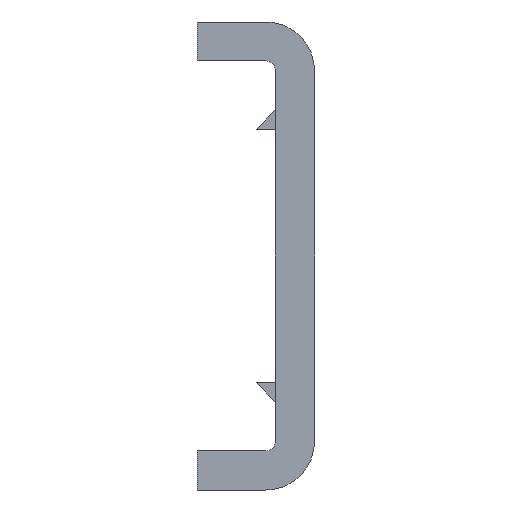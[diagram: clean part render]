
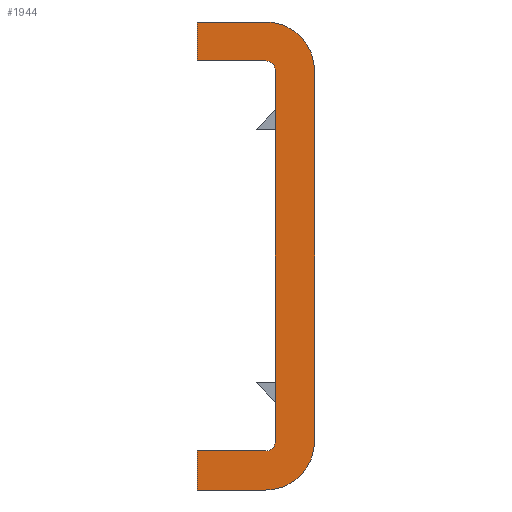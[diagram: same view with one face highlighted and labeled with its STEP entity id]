
A CAD part, front view. The second image highlights one B-rep face of the part: STEP entity #1944.
In plain terms, the highlighted planar face has unit normal (0, -1, 0).
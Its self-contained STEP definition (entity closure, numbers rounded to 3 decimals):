
#91=DIRECTION('',(0.,0.,-1.));
#92=VECTOR('',#91,19.);
#93=CARTESIAN_POINT('',(0.,-85.5,9.5));
#94=LINE('',#93,#92);
#265=DIRECTION('',(0.,0.,-1.));
#266=VECTOR('',#265,19.);
#267=CARTESIAN_POINT('',(2.,-85.5,9.5));
#268=LINE('',#267,#266);
#593=CARTESIAN_POINT('',(-0.5,-85.5,-9.5));
#594=DIRECTION('',(0.,-1.,0.));
#595=DIRECTION('',(0.,0.,-1.));
#596=AXIS2_PLACEMENT_3D('',#593,#594,#595);
#598=DIRECTION('',(-1.,0.,0.));
#599=VECTOR('',#598,3.5);
#600=CARTESIAN_POINT('',(-0.5,-85.5,-12.));
#601=LINE('',#600,#599);
#602=DIRECTION('',(1.,0.,0.));
#603=VECTOR('',#602,3.5);
#604=CARTESIAN_POINT('',(-4.,-85.5,-10.));
#605=LINE('',#604,#603);
#606=DIRECTION('',(1.,0.,0.));
#607=VECTOR('',#606,3.5);
#608=CARTESIAN_POINT('',(-4.,-85.5,12.));
#609=LINE('',#608,#607);
#610=CARTESIAN_POINT('',(-0.5,-85.5,9.5));
#611=DIRECTION('',(0.,-1.,0.));
#612=DIRECTION('',(1.,0.,0.));
#613=AXIS2_PLACEMENT_3D('',#610,#611,#612);
#631=DIRECTION('',(0.,0.,-1.));
#632=VECTOR('',#631,2.);
#633=CARTESIAN_POINT('',(-4.,-85.5,-10.));
#634=LINE('',#633,#632);
#643=CARTESIAN_POINT('',(-0.5,-85.5,-9.5));
#644=DIRECTION('',(0.,1.,0.));
#645=DIRECTION('',(1.,0.,0.));
#646=AXIS2_PLACEMENT_3D('',#643,#644,#645);
#658=CARTESIAN_POINT('',(-0.5,-85.5,9.5));
#659=DIRECTION('',(0.,1.,0.));
#660=DIRECTION('',(0.,0.,1.));
#661=AXIS2_PLACEMENT_3D('',#658,#659,#660);
#667=DIRECTION('',(1.,0.,0.));
#668=VECTOR('',#667,3.5);
#669=CARTESIAN_POINT('',(-4.,-85.5,10.));
#670=LINE('',#669,#668);
#675=DIRECTION('',(0.,0.,-1.));
#676=VECTOR('',#675,2.);
#677=CARTESIAN_POINT('',(-4.,-85.5,12.));
#678=LINE('',#677,#676);
#955=CARTESIAN_POINT('',(-4.,-85.5,-12.));
#957=VERTEX_POINT('',#955);
#961=CARTESIAN_POINT('',(-4.,-85.5,-10.));
#962=VERTEX_POINT('',#961);
#964=CARTESIAN_POINT('',(-4.,-85.5,12.));
#966=VERTEX_POINT('',#964);
#967=CARTESIAN_POINT('',(-4.,-85.5,10.));
#968=VERTEX_POINT('',#967);
#1044=CARTESIAN_POINT('',(0.,-85.5,9.5));
#1046=VERTEX_POINT('',#1044);
#1048=CARTESIAN_POINT('',(-0.5,-85.5,10.));
#1050=VERTEX_POINT('',#1048);
#1051=CARTESIAN_POINT('',(0.,-85.5,-9.5));
#1053=VERTEX_POINT('',#1051);
#1055=CARTESIAN_POINT('',(-0.5,-85.5,-10.));
#1057=VERTEX_POINT('',#1055);
#1063=CARTESIAN_POINT('',(-0.5,-85.5,-12.));
#1064=VERTEX_POINT('',#1063);
#1065=CARTESIAN_POINT('',(2.,-85.5,-9.5));
#1066=VERTEX_POINT('',#1065);
#1067=CARTESIAN_POINT('',(2.,-85.5,9.5));
#1068=CARTESIAN_POINT('',(-0.5,-85.5,12.));
#1069=VERTEX_POINT('',#1067);
#1070=VERTEX_POINT('',#1068);
#1917=CARTESIAN_POINT('',(0.,-85.5,12.));
#1918=DIRECTION('',(0.,-1.,0.));
#1919=DIRECTION('',(0.,0.,-1.));
#1920=AXIS2_PLACEMENT_3D('',#1917,#1918,#1919);
#1921=PLANE('',#1920);
#1922=ORIENTED_EDGE('',*,*,#1868,.F.);
#1924=ORIENTED_EDGE('',*,*,#1923,.T.);
#1926=ORIENTED_EDGE('',*,*,#1925,.F.);
#1928=ORIENTED_EDGE('',*,*,#1927,.T.);
#1930=ORIENTED_EDGE('',*,*,#1929,.F.);
#1931=ORIENTED_EDGE('',*,*,#1210,.F.);
#1933=ORIENTED_EDGE('',*,*,#1932,.F.);
#1935=ORIENTED_EDGE('',*,*,#1934,.F.);
#1937=ORIENTED_EDGE('',*,*,#1936,.F.);
#1939=ORIENTED_EDGE('',*,*,#1938,.T.);
#1940=ORIENTED_EDGE('',*,*,#1908,.F.);
#1941=ORIENTED_EDGE('',*,*,#1354,.T.);
#1942=EDGE_LOOP('',(#1922,#1924,#1926,#1928,#1930,#1931,#1933,#1935,#1937,#1939,
#1940,#1941));
#1943=FACE_OUTER_BOUND('',#1942,.F.);
#597=CIRCLE('',#596,2.5);
#614=CIRCLE('',#613,2.5);
#647=CIRCLE('',#646,0.5);
#662=CIRCLE('',#661,0.5);
#1210=EDGE_CURVE('',#1046,#1053,#94,.T.);
#1354=EDGE_CURVE('',#1069,#1066,#268,.T.);
#1868=EDGE_CURVE('',#1064,#1066,#597,.T.);
#1908=EDGE_CURVE('',#1069,#1070,#614,.T.);
#1923=EDGE_CURVE('',#1064,#957,#601,.T.);
#1925=EDGE_CURVE('',#962,#957,#634,.T.);
#1927=EDGE_CURVE('',#962,#1057,#605,.T.);
#1929=EDGE_CURVE('',#1053,#1057,#647,.T.);
#1932=EDGE_CURVE('',#1050,#1046,#662,.T.);
#1934=EDGE_CURVE('',#968,#1050,#670,.T.);
#1936=EDGE_CURVE('',#966,#968,#678,.T.);
#1938=EDGE_CURVE('',#966,#1070,#609,.T.);
#1944=ADVANCED_FACE('',(#1943),#1921,.T.);
